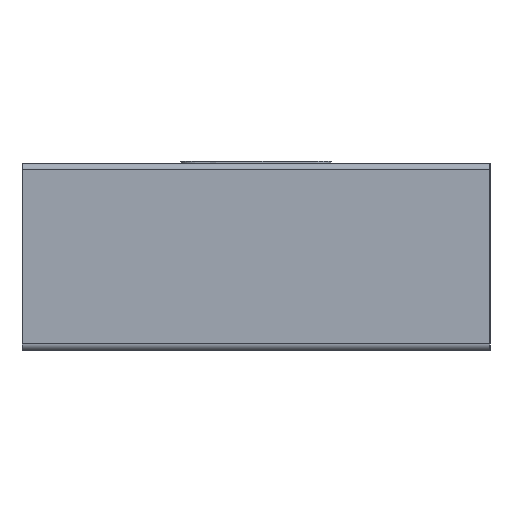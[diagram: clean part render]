
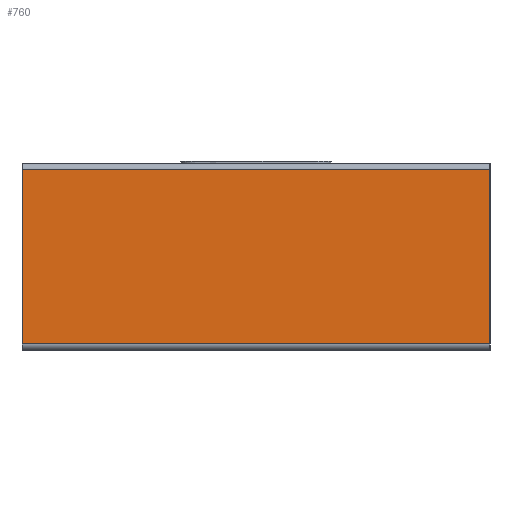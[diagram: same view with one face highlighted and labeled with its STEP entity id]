
A CAD part, left-side view. The second image highlights one B-rep face of the part: STEP entity #760.
In plain terms, the highlighted planar face has unit normal (-1, 0, 0).
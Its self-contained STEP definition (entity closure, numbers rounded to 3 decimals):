
#111 = PLANE('',#112);
#112 = AXIS2_PLACEMENT_3D('',#113,#114,#115);
#113 = CARTESIAN_POINT('',(-0.88,0.625,0.24));
#114 = DIRECTION('',(0.,1.,0.));
#115 = DIRECTION('',(1.,0.,0.));
#165 = PLANE('',#166);
#166 = AXIS2_PLACEMENT_3D('',#167,#168,#169);
#167 = CARTESIAN_POINT('',(-0.88,-0.625,0.24));
#168 = DIRECTION('',(0.,-1.,0.));
#169 = DIRECTION('',(-1.,0.,0.));
#282 = VERTEX_POINT('',#283);
#283 = CARTESIAN_POINT('',(-1.,0.625,0.018));
#298 = SURFACE_OF_REVOLUTION('',#299,#303);
#299 = LINE('',#300,#301);
#300 = CARTESIAN_POINT('',(-0.983,0.625,0.));
#301 = VECTOR('',#302,1.);
#302 = DIRECTION('',(0.,-1.,0.));
#303 = AXIS1_PLACEMENT('',#304,#305);
#304 = CARTESIAN_POINT('',(-0.983,0.,0.018));
#305 = DIRECTION('',(0.,1.,0.));
#313 = EDGE_CURVE('',#282,#314,#316,.T.);
#314 = VERTEX_POINT('',#315);
#315 = CARTESIAN_POINT('',(-1.,0.625,0.483));
#316 = SURFACE_CURVE('',#317,(#321,#328),.PCURVE_S1.);
#317 = LINE('',#318,#319);
#318 = CARTESIAN_POINT('',(-1.,0.625,0.018));
#319 = VECTOR('',#320,1.);
#320 = DIRECTION('',(0.,0.,1.));
#321 = PCURVE('',#111,#322);
#322 = DEFINITIONAL_REPRESENTATION('',(#323),#327);
#323 = LINE('',#324,#325);
#324 = CARTESIAN_POINT('',(-0.12,0.222));
#325 = VECTOR('',#326,1.);
#326 = DIRECTION('',(0.,-1.));
#327 = ( GEOMETRIC_REPRESENTATION_CONTEXT(2) 
PARAMETRIC_REPRESENTATION_CONTEXT() REPRESENTATION_CONTEXT('2D SPACE',''
  ) );
#328 = PCURVE('',#329,#334);
#329 = PLANE('',#330);
#330 = AXIS2_PLACEMENT_3D('',#331,#332,#333);
#331 = CARTESIAN_POINT('',(-1.,0.625,0.018));
#332 = DIRECTION('',(-1.,0.,0.));
#333 = DIRECTION('',(0.,-1.,0.));
#334 = DEFINITIONAL_REPRESENTATION('',(#335),#339);
#335 = LINE('',#336,#337);
#336 = CARTESIAN_POINT('',(0.,0.));
#337 = VECTOR('',#338,1.);
#338 = DIRECTION('',(0.,1.));
#339 = ( GEOMETRIC_REPRESENTATION_CONTEXT(2) 
PARAMETRIC_REPRESENTATION_CONTEXT() REPRESENTATION_CONTEXT('2D SPACE',''
  ) );
#358 = SURFACE_OF_REVOLUTION('',#359,#363);
#359 = LINE('',#360,#361);
#360 = CARTESIAN_POINT('',(-1.,0.625,0.483));
#361 = VECTOR('',#362,1.);
#362 = DIRECTION('',(0.,-1.,0.));
#363 = AXIS1_PLACEMENT('',#364,#365);
#364 = CARTESIAN_POINT('',(-0.983,0.,0.483));
#365 = DIRECTION('',(0.,1.,0.));
#631 = VERTEX_POINT('',#632);
#632 = CARTESIAN_POINT('',(-1.,-0.625,0.483));
#658 = EDGE_CURVE('',#659,#631,#661,.T.);
#659 = VERTEX_POINT('',#660);
#660 = CARTESIAN_POINT('',(-1.,-0.625,0.018));
#661 = SURFACE_CURVE('',#662,(#666,#673),.PCURVE_S1.);
#662 = LINE('',#663,#664);
#663 = CARTESIAN_POINT('',(-1.,-0.625,0.018));
#664 = VECTOR('',#665,1.);
#665 = DIRECTION('',(0.,0.,1.));
#666 = PCURVE('',#165,#667);
#667 = DEFINITIONAL_REPRESENTATION('',(#668),#672);
#668 = LINE('',#669,#670);
#669 = CARTESIAN_POINT('',(0.12,0.222));
#670 = VECTOR('',#671,1.);
#671 = DIRECTION('',(0.,-1.));
#672 = ( GEOMETRIC_REPRESENTATION_CONTEXT(2) 
PARAMETRIC_REPRESENTATION_CONTEXT() REPRESENTATION_CONTEXT('2D SPACE',''
  ) );
#673 = PCURVE('',#329,#674);
#674 = DEFINITIONAL_REPRESENTATION('',(#675),#679);
#675 = LINE('',#676,#677);
#676 = CARTESIAN_POINT('',(1.25,0.));
#677 = VECTOR('',#678,1.);
#678 = DIRECTION('',(0.,1.));
#679 = ( GEOMETRIC_REPRESENTATION_CONTEXT(2) 
PARAMETRIC_REPRESENTATION_CONTEXT() REPRESENTATION_CONTEXT('2D SPACE',''
  ) );
#739 = EDGE_CURVE('',#282,#659,#740,.T.);
#740 = SURFACE_CURVE('',#741,(#745,#752),.PCURVE_S1.);
#741 = LINE('',#742,#743);
#742 = CARTESIAN_POINT('',(-1.,0.625,0.018));
#743 = VECTOR('',#744,1.);
#744 = DIRECTION('',(0.,-1.,0.));
#745 = PCURVE('',#298,#746);
#746 = DEFINITIONAL_REPRESENTATION('',(#747),#751);
#747 = LINE('',#748,#749);
#748 = CARTESIAN_POINT('',(1.571,0.));
#749 = VECTOR('',#750,1.);
#750 = DIRECTION('',(0.,1.));
#751 = ( GEOMETRIC_REPRESENTATION_CONTEXT(2) 
PARAMETRIC_REPRESENTATION_CONTEXT() REPRESENTATION_CONTEXT('2D SPACE',''
  ) );
#752 = PCURVE('',#329,#753);
#753 = DEFINITIONAL_REPRESENTATION('',(#754),#758);
#754 = LINE('',#755,#756);
#755 = CARTESIAN_POINT('',(0.,0.));
#756 = VECTOR('',#757,1.);
#757 = DIRECTION('',(1.,0.));
#758 = ( GEOMETRIC_REPRESENTATION_CONTEXT(2) 
PARAMETRIC_REPRESENTATION_CONTEXT() REPRESENTATION_CONTEXT('2D SPACE',''
  ) );
#760 = ADVANCED_FACE('',(#761),#329,.T.);
#761 = FACE_BOUND('',#762,.T.);
#762 = EDGE_LOOP('',(#763,#764,#765,#766));
#763 = ORIENTED_EDGE('',*,*,#313,.F.);
#764 = ORIENTED_EDGE('',*,*,#739,.T.);
#765 = ORIENTED_EDGE('',*,*,#658,.T.);
#766 = ORIENTED_EDGE('',*,*,#767,.F.);
#767 = EDGE_CURVE('',#314,#631,#768,.T.);
#768 = SURFACE_CURVE('',#769,(#773,#780),.PCURVE_S1.);
#769 = LINE('',#770,#771);
#770 = CARTESIAN_POINT('',(-1.,0.625,0.483));
#771 = VECTOR('',#772,1.);
#772 = DIRECTION('',(0.,-1.,0.));
#773 = PCURVE('',#329,#774);
#774 = DEFINITIONAL_REPRESENTATION('',(#775),#779);
#775 = LINE('',#776,#777);
#776 = CARTESIAN_POINT('',(0.,0.465));
#777 = VECTOR('',#778,1.);
#778 = DIRECTION('',(1.,0.));
#779 = ( GEOMETRIC_REPRESENTATION_CONTEXT(2) 
PARAMETRIC_REPRESENTATION_CONTEXT() REPRESENTATION_CONTEXT('2D SPACE',''
  ) );
#780 = PCURVE('',#358,#781);
#781 = DEFINITIONAL_REPRESENTATION('',(#782),#786);
#782 = LINE('',#783,#784);
#783 = CARTESIAN_POINT('',(0.,0.));
#784 = VECTOR('',#785,1.);
#785 = DIRECTION('',(0.,1.));
#786 = ( GEOMETRIC_REPRESENTATION_CONTEXT(2) 
PARAMETRIC_REPRESENTATION_CONTEXT() REPRESENTATION_CONTEXT('2D SPACE',''
  ) );
